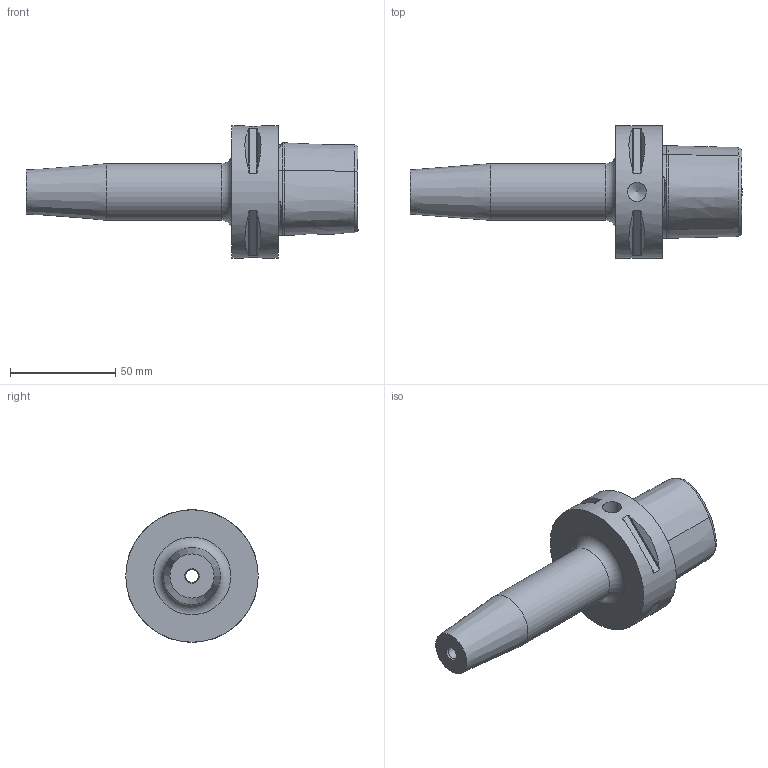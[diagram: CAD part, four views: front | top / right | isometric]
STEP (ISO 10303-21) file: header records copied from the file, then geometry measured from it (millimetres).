
FILE_DESCRIPTION(/* description */ (''),/* implementation_level */ '2;1');
FILE_NAME(/* name */ '06_06_32.stp',/* time_stamp */ '2022-07-26T13:49:22+02:00',/* author */ ('cad'),/* organization */ (''),/* preprocessor_version */ 'ST-DEVELOPER v18.1',/* originating_system */ 'Autodesk Inventor 2021',/* authorisation */ '');
FILE_SCHEMA (('AUTOMOTIVE_DESIGN { 1 0 10303 214 3 1 1 }'));
Length unit declared in the file: millimetre
Products named in the file (1): 06_06_32
Bounding box: 158 x 63 x 63 mm (x, y, z)
Volume: 141272 mm3; surface area: 30461.2 mm2
Topology: 1 solids, 1 shells, 91 faces, 253 edges, 172 vertices
Faces by surface type: plane 32, cylinder 24, cone 19, bspline 12, torus 4
Full cylindrical faces by diameter (mm): 5 x1, 6 x1, 6.917 x1, 8.1 x2, 8.5 x1, 9 x1, 10 x1, 18.376 x1, 20.3 x1, 27 x1, 28 x2, 32 x1, 63 x1
Entity records: 4072 total; most frequent: CARTESIAN_POINT 1761, ORIENTED_EDGE 500, DIRECTION 445, EDGE_CURVE 250, AXIS2_PLACEMENT_3D 190, VERTEX_POINT 172, EDGE_LOOP 106, CIRCLE 102
